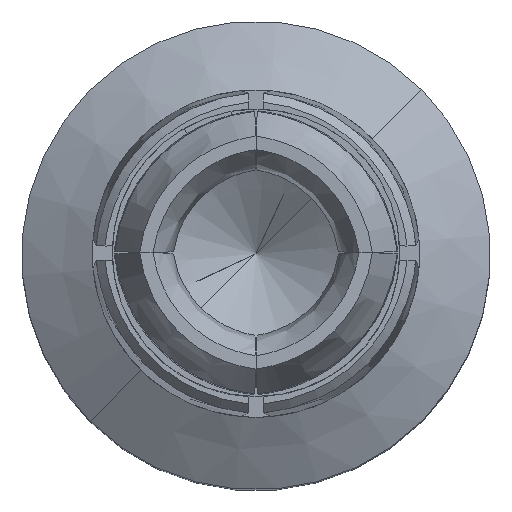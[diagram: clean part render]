
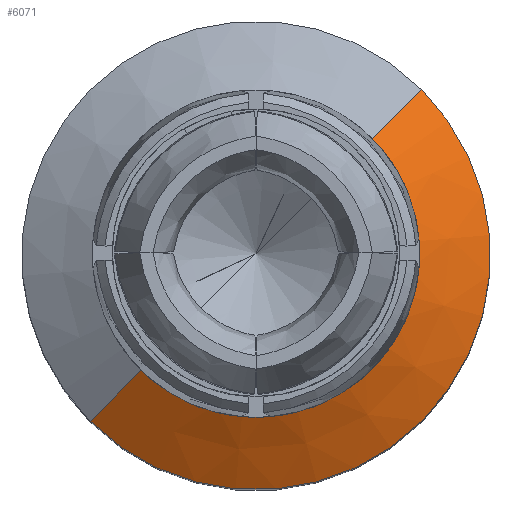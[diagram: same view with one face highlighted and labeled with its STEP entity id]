
A CAD part, top view. The second image highlights one B-rep face of the part: STEP entity #6071.
In plain terms, the highlighted conical face has half-angle 61 degrees and reference radius 2.2 mm.
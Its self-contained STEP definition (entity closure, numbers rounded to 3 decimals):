
#2107=CARTESIAN_POINT('',(0.,0.,-10.401));
#2108=DIRECTION('',(0.,0.,-1.));
#2109=DIRECTION('',(0.707,0.707,0.));
#2110=AXIS2_PLACEMENT_3D('',#2107,#2108,#2109);
#2183=DIRECTION('',(-0.618,-0.618,0.485));
#2184=VECTOR('',#2183,1.029);
#2185=CARTESIAN_POINT('',(1.874,1.874,-10.9));
#2186=LINE('',#2185,#2184);
#2187=DIRECTION('',(0.618,0.618,0.485));
#2188=VECTOR('',#2187,1.029);
#2189=CARTESIAN_POINT('',(-1.874,-1.874,-10.9));
#2190=LINE('',#2189,#2188);
#2196=CARTESIAN_POINT('',(0.,0.,-10.9));
#2197=DIRECTION('',(0.,0.,-1.));
#2198=DIRECTION('',(0.707,0.707,0.));
#2199=AXIS2_PLACEMENT_3D('',#2196,#2197,#2198);
#2566=CARTESIAN_POINT('',(1.874,1.874,-10.9));
#2567=CARTESIAN_POINT('',(1.237,1.237,-10.401));
#2568=VERTEX_POINT('',#2566);
#2569=VERTEX_POINT('',#2567);
#2576=CARTESIAN_POINT('',(-1.874,-1.874,-10.9));
#2577=CARTESIAN_POINT('',(-1.237,-1.237,
-10.401));
#2578=VERTEX_POINT('',#2576);
#2579=VERTEX_POINT('',#2577);
#6059=CARTESIAN_POINT('',(0.,0.,-10.651));
#6060=DIRECTION('',(0.,0.,-1.));
#6061=DIRECTION('',(-0.707,-0.707,0.));
#6062=AXIS2_PLACEMENT_3D('',#6059,#6060,#6061);
#6063=CONICAL_SURFACE('',#6062,2.2,61.);
#6064=ORIENTED_EDGE('',*,*,#6049,.F.);
#6066=ORIENTED_EDGE('',*,*,#6065,.T.);
#6067=ORIENTED_EDGE('',*,*,#6052,.T.);
#6068=ORIENTED_EDGE('',*,*,#6017,.F.);
#6069=EDGE_LOOP('',(#6064,#6066,#6067,#6068));
#6070=FACE_OUTER_BOUND('',#6069,.F.);
#2111=CIRCLE('',#2110,1.75);
#2200=CIRCLE('',#2199,2.65);
#6017=EDGE_CURVE('',#2569,#2579,#2111,.T.);
#6049=EDGE_CURVE('',#2568,#2569,#2186,.T.);
#6052=EDGE_CURVE('',#2578,#2579,#2190,.T.);
#6065=EDGE_CURVE('',#2568,#2578,#2200,.T.);
#6071=ADVANCED_FACE('',(#6070),#6063,.T.);
